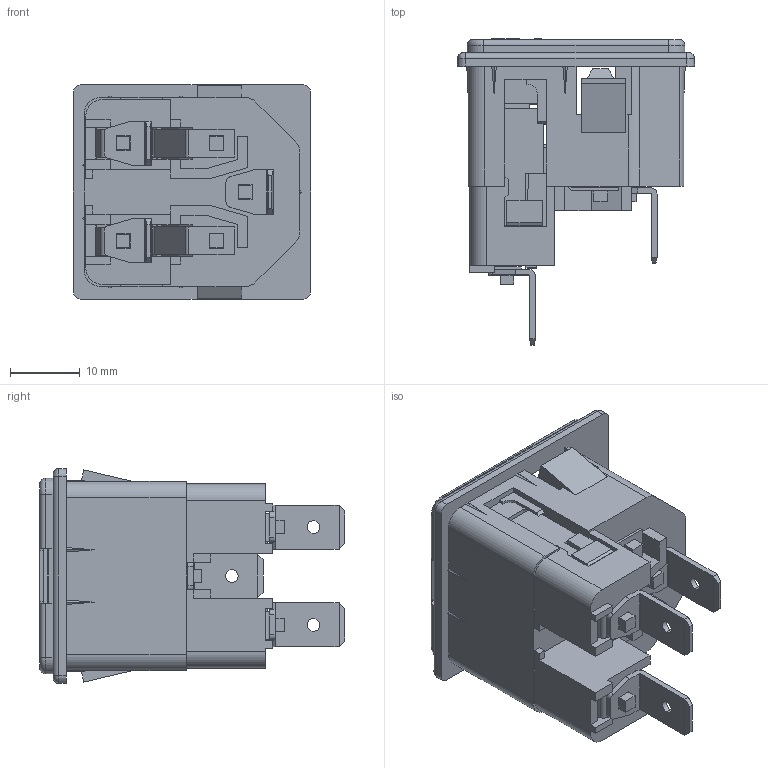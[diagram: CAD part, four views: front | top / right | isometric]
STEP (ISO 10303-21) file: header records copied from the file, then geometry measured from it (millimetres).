
FILE_DESCRIPTION (( 'STEP AP214' ), '1' );
FILE_NAME ('ACM-C4-N20Q6F2-TT_3D.step', '2024-03-07T16:50:13', ( '' ), ( '' ), 'SwSTEP 2.0', 'SolidWorks 2022', '' );
FILE_SCHEMA (( 'AUTOMOTIVE_DESIGN' ));
Length unit declared in the file: millimetre
Products named in the file (1): ACM-C4-N20Q6F2-TT_3D
Bounding box: 33.91 x 43.75 x 30.73 mm (x, y, z)
Volume: 9754.4 mm3; surface area: 15132.4 mm2
Topology: 2 solids, 2 shells, 1287 faces, 3738 edges, 2437 vertices
Faces by surface type: plane 1078, cylinder 161, bspline 26, sphere 18, torus 4
Entity records: 49698 total; most frequent: CARTESIAN_POINT 9455, ORIENTED_EDGE 7470, DIRECTION 6517, EDGE_CURVE 3735, VECTOR 3345, LINE 3345, VERTEX_POINT 2436, AXIS2_PLACEMENT_3D 1586
